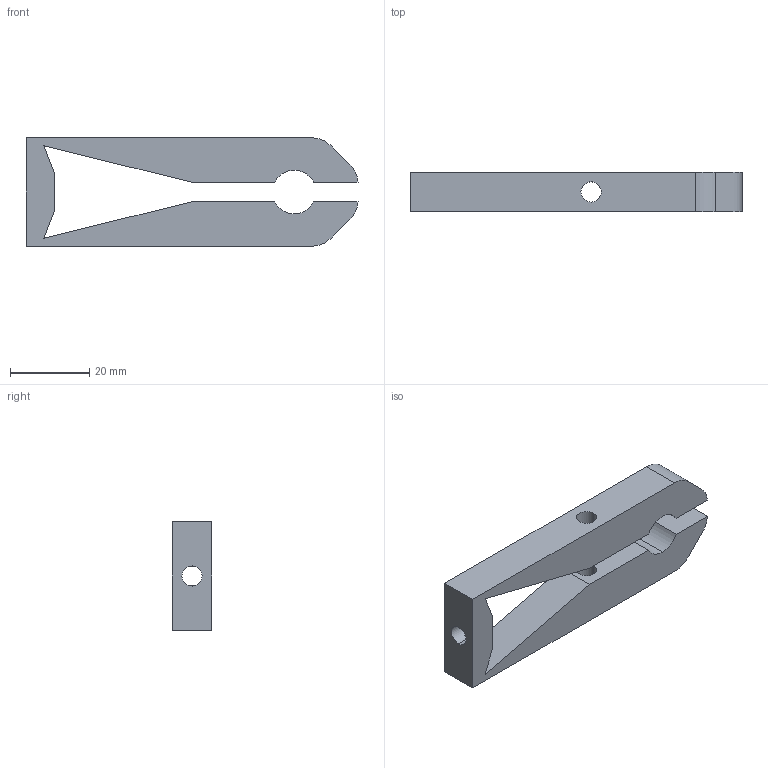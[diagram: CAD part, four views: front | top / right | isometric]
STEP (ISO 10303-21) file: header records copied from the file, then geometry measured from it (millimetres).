
FILE_DESCRIPTION (( 'STEP AP214' ), '1' );
FILE_NAME ('pinza.STEP', '2021-07-27T18:52:40', ( '' ), ( '' ), 'SwSTEP 2.0', 'SolidWorks 2020', '' );
FILE_SCHEMA (( 'AUTOMOTIVE_DESIGN' ));
Length unit declared in the file: millimetre
Products named in the file (1): pinza
Bounding box: 83.67 x 10 x 27.31 mm (x, y, z)
Volume: 13881.4 mm3; surface area: 7305.6 mm2
Topology: 1 solids, 1 shells, 36 faces, 99 edges, 66 vertices
Faces by surface type: plane 23, cylinder 13
Entity records: 1195 total; most frequent: CARTESIAN_POINT 202, DIRECTION 199, ORIENTED_EDGE 198, EDGE_CURVE 99, LINE 73, VECTOR 73, VERTEX_POINT 66, AXIS2_PLACEMENT_3D 63
